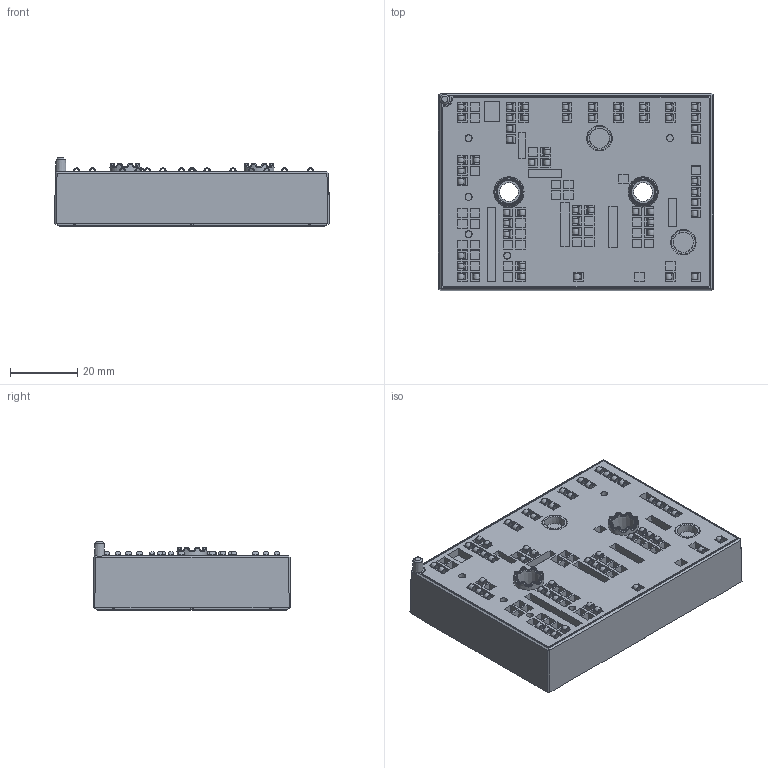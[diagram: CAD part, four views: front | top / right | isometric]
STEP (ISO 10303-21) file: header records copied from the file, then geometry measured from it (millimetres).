
FILE_DESCRIPTION(/* description */ ('Unknown'),/* implementation_level */ '2;1');
FILE_NAME(/* name */ 'MiniSkiiP3-K880(540)-01-OL',/* time_stamp */ '2018-11-09T13:26:58+01:00',/* author */ ('Unknown'),/* organization */ ('Unknown'),/* preprocessor_version */ 'ST-DEVELOPER v16.7',/* originating_system */ 'DEX',/* authorisation */ $);
FILE_SCHEMA (('AUTOMOTIVE_DESIGN {1 0 10303 214 3 1 1}'));
Products named in the file (1): MiniSkiiP3-K880-01-OL
Bounding box: 81.99 x 58.99 x 20.29 mm (x, y, z)
Volume: 74280.8 mm3; surface area: 20271.1 mm2
Topology: 1 solids, 4 shells, 2306 faces, 6210 edges, 3664 vertices
Faces by surface type: plane 1354, bspline 684, cylinder 163, torus 92, cone 13
Full cylindrical faces by diameter (mm): 3 x2, 5 x1, 5.5 x2, 6.2 x2, 7.5 x2, 8 x2
Entity records: 95266 total; most frequent: CARTESIAN_POINT 29417, ORIENTED_EDGE 11460, DIRECTION 8001, EDGE_CURVE 5730, VERTEX_POINT 3644, LINE 3561, VECTOR 3561, EDGE_LOOP 2522
